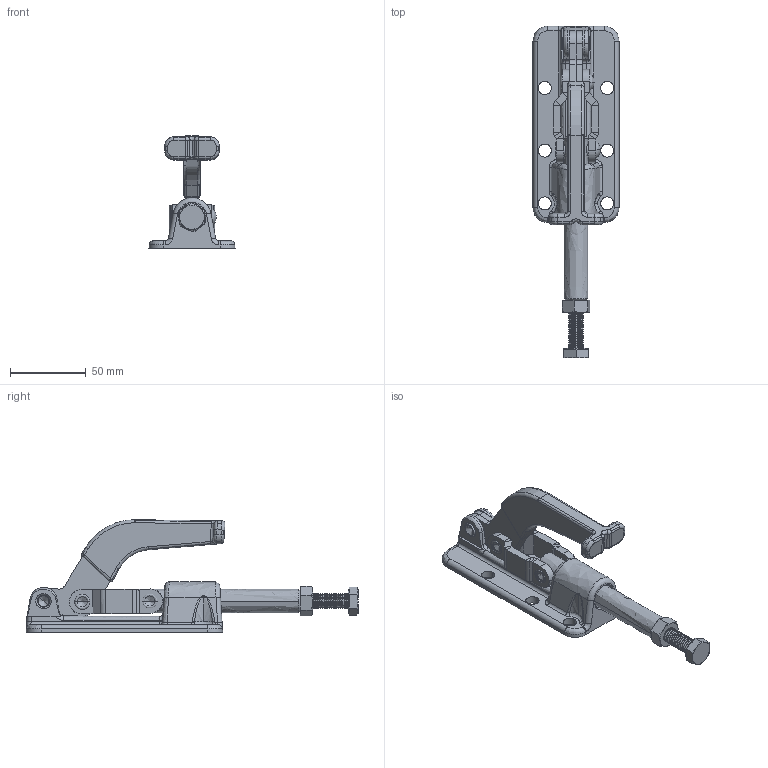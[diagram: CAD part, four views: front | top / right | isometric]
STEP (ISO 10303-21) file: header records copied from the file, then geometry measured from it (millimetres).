
FILE_DESCRIPTION((''),' ');
FILE_NAME('GH-36330M.stp',' ',('stephen'),('BIB design'),' ','ACIS 14.0',' ');
FILE_SCHEMA(('automotive_design'));
Length unit declared in the file: inch
Products named in the file (12): Part_2789; Part_2794; Part_2793; Part_2787; Part_2791; Part_2792; Part_2790; Part_2788; Part_2797; Part_2796; Part_4876
Bounding box: 56.88 x 219.26 x 74.37 mm (x, y, z)
Volume: 146067 mm3; surface area: 61920.8 mm2
Topology: 12 solids, 12 shells, 720 faces, 3021 edges, 2290 vertices
Faces by surface type: revolution 413, bspline 232, cylinder 52, plane 11, torus 6, sphere 6
Entity records: 85602 total; most frequent: CARTESIAN_POINT 28354, PRESENTATION_STYLE_ASSIGNMENT 6650, COLOUR_RGB 6650, STYLED_ITEM 6033, ORIENTED_EDGE 6006, DIRECTION 4709, CURVE_STYLE 3629, EDGE_CURVE 3003
